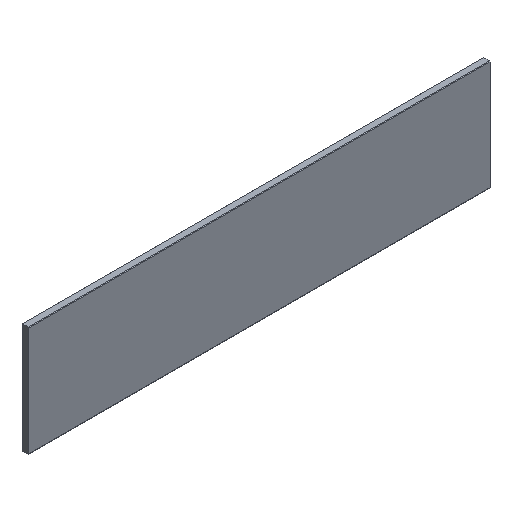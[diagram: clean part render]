
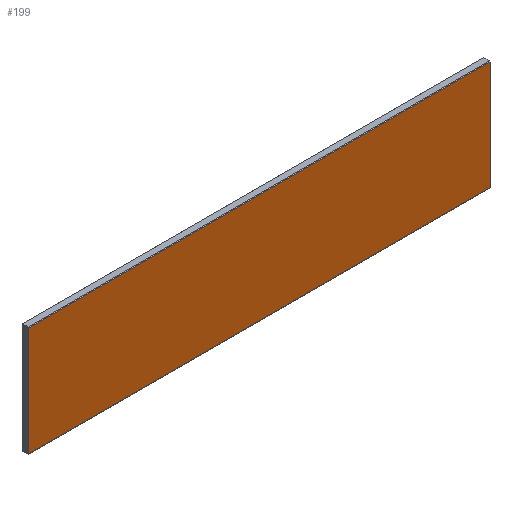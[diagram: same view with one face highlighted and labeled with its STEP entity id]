
A CAD part, isometric view. The second image highlights one B-rep face of the part: STEP entity #199.
In plain terms, the highlighted planar face has unit normal (0, -1, 0).
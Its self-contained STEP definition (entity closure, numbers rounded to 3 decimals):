
#22=FACE_OUTER_BOUND('',#32,.T.);
#32=EDGE_LOOP('',(#158,#159,#160,#161));
#40=LINE('',#293,#64);
#48=LINE('',#308,#72);
#49=LINE('',#311,#73);
#57=LINE('',#326,#81);
#64=VECTOR('',#243,10.);
#72=VECTOR('',#255,10.);
#73=VECTOR('',#258,10.);
#81=VECTOR('',#274,10.);
#87=VERTEX_POINT('',#290);
#88=VERTEX_POINT('',#292);
#93=VERTEX_POINT('',#306);
#94=VERTEX_POINT('',#310);
#104=EDGE_CURVE('',#87,#88,#40,.T.);
#112=EDGE_CURVE('',#93,#87,#48,.T.);
#113=EDGE_CURVE('',#88,#94,#49,.T.);
#121=EDGE_CURVE('',#94,#93,#57,.T.);
#158=ORIENTED_EDGE('',*,*,#112,.F.);
#159=ORIENTED_EDGE('',*,*,#121,.F.);
#160=ORIENTED_EDGE('',*,*,#113,.F.);
#161=ORIENTED_EDGE('',*,*,#104,.F.);
#178=PLANE('',#229);
#199=ADVANCED_FACE('',(#22),#178,.T.);
#229=AXIS2_PLACEMENT_3D('',#325,#272,#273);
#243=DIRECTION('',(0.,0.,1.));
#255=DIRECTION('',(-1.,0.,0.));
#258=DIRECTION('',(1.,0.,0.));
#272=DIRECTION('center_axis',(0.,-1.,0.));
#273=DIRECTION('ref_axis',(0.,0.,-1.));
#274=DIRECTION('',(0.,0.,-1.));
#290=CARTESIAN_POINT('',(-198.5,0.,0.6));
#292=CARTESIAN_POINT('',(-198.5,0.,94.4));
#293=CARTESIAN_POINT('',(-198.5,0.,95.));
#306=CARTESIAN_POINT('',(198.5,0.,0.6));
#308=CARTESIAN_POINT('',(0.,0.,0.6));
#310=CARTESIAN_POINT('',(198.5,0.,94.4));
#311=CARTESIAN_POINT('',(0.,0.,94.4));
#325=CARTESIAN_POINT('Origin',(0.,0.,95.));
#326=CARTESIAN_POINT('',(198.5,0.,95.));
